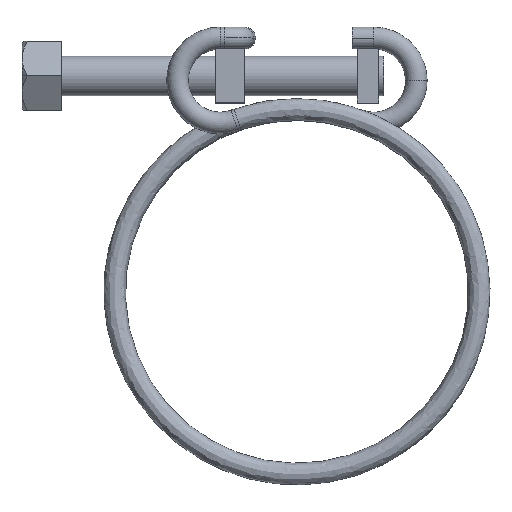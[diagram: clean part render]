
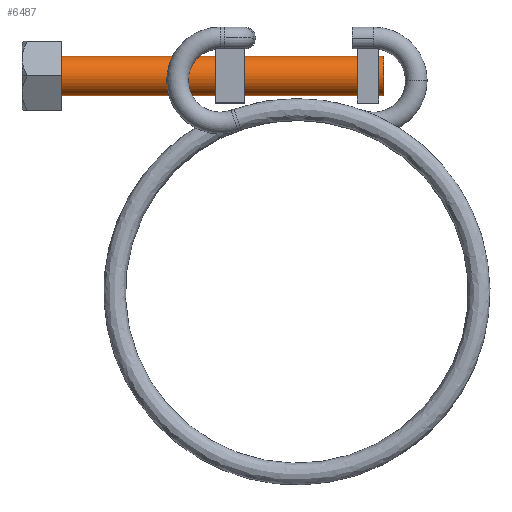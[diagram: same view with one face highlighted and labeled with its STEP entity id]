
A CAD part, top view. The second image highlights one B-rep face of the part: STEP entity #6487.
In plain terms, the highlighted cylindrical face has radius 2 mm (diameter 4 mm), a partial arc.
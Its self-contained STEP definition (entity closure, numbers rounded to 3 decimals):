
#746 = DIRECTION ( 'NONE',  ( 1., 0., 0. ) ) ;
#986 = ORIENTED_EDGE ( 'NONE', *, *, #7861, .T. ) ;
#1186 = ORIENTED_EDGE ( 'NONE', *, *, #3616, .F. ) ;
#1523 = CARTESIAN_POINT ( 'NONE',  ( -23.898, 21.9, 0. ) ) ;
#1688 = CARTESIAN_POINT ( 'NONE',  ( 8.802, 19.9, 0. ) ) ;
#1825 = FACE_OUTER_BOUND ( 'NONE', #4551, .T. ) ;
#1859 = LINE ( 'NONE', #3112, #2099 ) ;
#2099 = VECTOR ( 'NONE', #3731, 1000. ) ;
#2342 = CIRCLE ( 'NONE', #5912, 2. ) ;
#2540 = CARTESIAN_POINT ( 'NONE',  ( 8.802, 21.9, 0. ) ) ;
#2670 = EDGE_CURVE ( 'NONE', #7360, #2835, #7315, .T. ) ;
#2835 = VERTEX_POINT ( 'NONE', #4023 ) ;
#2934 = ORIENTED_EDGE ( 'NONE', *, *, #5438, .T. ) ;
#3112 = CARTESIAN_POINT ( 'NONE',  ( 8.802, 23.9, 0. ) ) ;
#3241 = DIRECTION ( 'NONE',  ( 0., -1., 0. ) ) ;
#3616 = EDGE_CURVE ( 'NONE', #4179, #7360, #2342, .T. ) ;
#3731 = DIRECTION ( 'NONE',  ( -1., 0., 0. ) ) ;
#3827 = CYLINDRICAL_SURFACE ( 'NONE', #5722, 2. ) ;
#3900 = CARTESIAN_POINT ( 'NONE',  ( 8.802, 19.9, 0. ) ) ;
#4023 = CARTESIAN_POINT ( 'NONE',  ( -23.898, 19.9, 0. ) ) ;
#4179 = VERTEX_POINT ( 'NONE', #5092 ) ;
#4527 = CIRCLE ( 'NONE', #6253, 2. ) ;
#4551 = EDGE_LOOP ( 'NONE', ( #1186, #986, #2934, #7798 ) ) ;
#4586 = DIRECTION ( 'NONE',  ( -1., 0., 0. ) ) ;
#5092 = CARTESIAN_POINT ( 'NONE',  ( 8.802, 23.9, 0. ) ) ;
#5438 = EDGE_CURVE ( 'NONE', #6475, #2835, #4527, .T. ) ;
#5722 = AXIS2_PLACEMENT_3D ( 'NONE', #2540, #4586, #3241 ) ;
#5844 = CARTESIAN_POINT ( 'NONE',  ( -23.898, 23.9, 0. ) ) ;
#5912 = AXIS2_PLACEMENT_3D ( 'NONE', #6890, #746, #6216 ) ;
#6024 = DIRECTION ( 'NONE',  ( 0., 1., 0. ) ) ;
#6216 = DIRECTION ( 'NONE',  ( 0., 1., 0. ) ) ;
#6253 = AXIS2_PLACEMENT_3D ( 'NONE', #1523, #6996, #6024 ) ;
#6475 = VERTEX_POINT ( 'NONE', #5844 ) ;
#6487 = ADVANCED_FACE ( 'NONE', ( #1825 ), #3827, .T. ) ;
#6658 = DIRECTION ( 'NONE',  ( -1., 0., 0. ) ) ;
#6890 = CARTESIAN_POINT ( 'NONE',  ( 8.802, 21.9, 0. ) ) ;
#6996 = DIRECTION ( 'NONE',  ( 1., 0., 0. ) ) ;
#7315 = LINE ( 'NONE', #3900, #7471 ) ;
#7360 = VERTEX_POINT ( 'NONE', #1688 ) ;
#7471 = VECTOR ( 'NONE', #6658, 1000. ) ;
#7798 = ORIENTED_EDGE ( 'NONE', *, *, #2670, .F. ) ;
#7861 = EDGE_CURVE ( 'NONE', #4179, #6475, #1859, .T. ) ;
